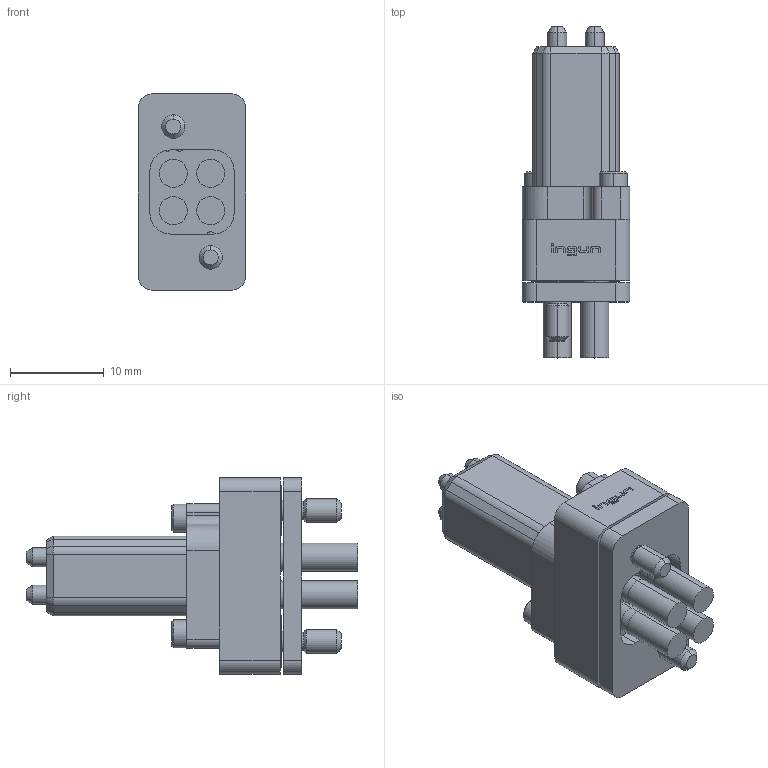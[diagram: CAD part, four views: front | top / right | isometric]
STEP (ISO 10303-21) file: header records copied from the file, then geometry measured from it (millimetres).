
FILE_DESCRIPTION (( 'STEP AP203' ), '1' );
FILE_NAME ('INGUN_HAS-807_HTE-4-VZ.STEP', '2021-08-02T12:05:36', ( 'ochi' ), ( '' ), 'SwSTEP 2.0', 'SolidWorks 2018', '' );
FILE_SCHEMA (( 'CONFIG_CONTROL_DESIGN' ));
Products named in the file (1): INGUN_HAS-807_HTE-4-VZ
Bounding box: 11.5 x 35.5 x 21 mm (x, y, z)
Volume: 3233.4 mm3; surface area: 4300.1 mm2
Topology: 1 solids, 1 shells, 912 faces, 2306 edges, 1462 vertices
Faces by surface type: plane 414, cylinder 340, cone 74, torus 68, bspline 16
Entity records: 41243 total; most frequent: CARTESIAN_POINT 19813, ORIENTED_EDGE 4596, DIRECTION 4528, EDGE_CURVE 2298, AXIS2_PLACEMENT_3D 1773, VERTEX_POINT 1462, EDGE_LOOP 1006, VECTOR 982
